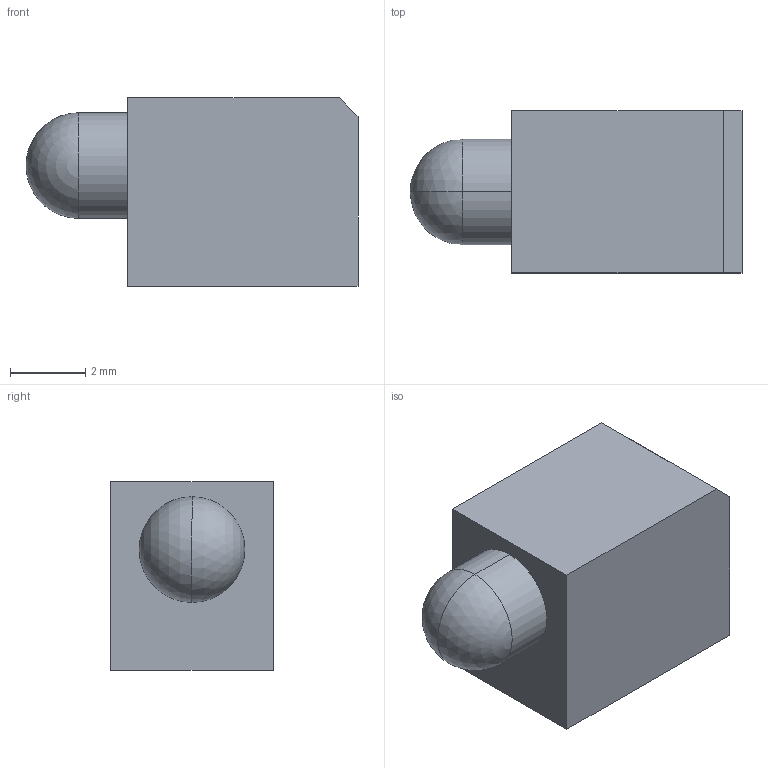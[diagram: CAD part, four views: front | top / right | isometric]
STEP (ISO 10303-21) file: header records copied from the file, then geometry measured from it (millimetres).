
FILE_DESCRIPTION (( 'STEP AP203' ), '1' );
FILE_NAME ('LED3mmRA()_LED3mmRedGreenRA_Default_sldprt.STEP', '2016-06-02T17:08:32', ( 'Shusen Zhang' ), ( 'MathWorks' ), 'SwSTEP 2.0', 'SolidWorks 2015', '' );
FILE_SCHEMA (( 'CONFIG_CONTROL_DESIGN' ));
Length unit declared in the file: millimetre
Products named in the file (1): LED3mmRA()_LED3mmRedGreenRA_Default_sldprt
Bounding box: 8.8 x 4.3 x 5 mm (x, y, z)
Volume: 144.4 mm3; surface area: 172.5 mm2
Topology: 1 solids, 1 shells, 11 faces, 27 edges, 17 vertices
Faces by surface type: plane 7, cylinder 2, sphere 2
Entity records: 372 total; most frequent: DIRECTION 53, CARTESIAN_POINT 50, ORIENTED_EDGE 46, EDGE_CURVE 23, AXIS2_PLACEMENT_3D 18, VECTOR 17, LINE 17, VERTEX_POINT 15
